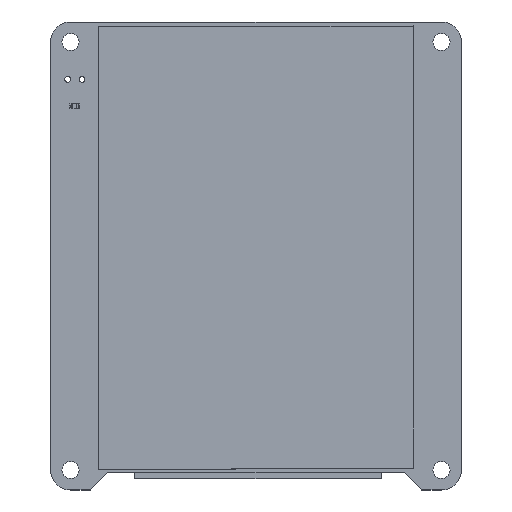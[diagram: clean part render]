
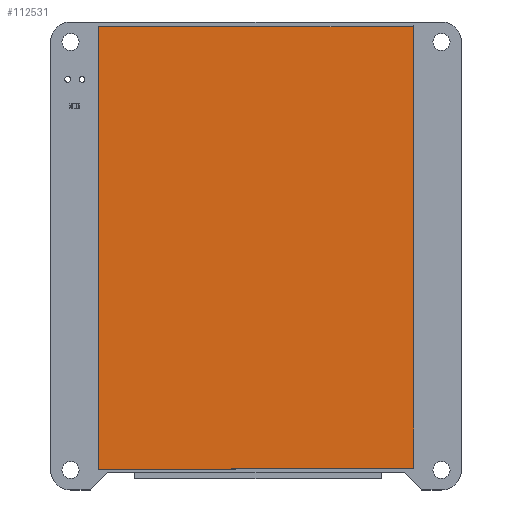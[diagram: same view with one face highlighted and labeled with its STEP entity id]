
A CAD part, top view. The second image highlights one B-rep face of the part: STEP entity #112531.
In plain terms, the highlighted planar face has unit normal (0, 0, 1).
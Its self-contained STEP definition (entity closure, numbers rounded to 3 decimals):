
#112370 = VERTEX_POINT('',#112371);
#112371 = CARTESIAN_POINT('',(27.625,-38.667,2.5));
#112377 = EDGE_CURVE('',#112370,#112378,#112380,.T.);
#112378 = VERTEX_POINT('',#112379);
#112379 = CARTESIAN_POINT('',(27.625,38.945,2.5));
#112380 = LINE('',#112381,#112382);
#112381 = CARTESIAN_POINT('',(27.625,-38.667,2.5));
#112382 = VECTOR('',#112383,1.);
#112383 = DIRECTION('',(0.,1.,0.));
#112408 = EDGE_CURVE('',#112378,#112409,#112411,.T.);
#112409 = VERTEX_POINT('',#112410);
#112410 = CARTESIAN_POINT('',(27.375,38.695,2.5));
#112411 = LINE('',#112412,#112413);
#112412 = CARTESIAN_POINT('',(27.625,38.945,2.5));
#112413 = VECTOR('',#112414,1.);
#112414 = DIRECTION('',(-0.707,-0.707,0.));
#112439 = EDGE_CURVE('',#112409,#112440,#112442,.T.);
#112440 = VERTEX_POINT('',#112441);
#112441 = CARTESIAN_POINT('',(-27.625,38.695,2.5));
#112442 = LINE('',#112443,#112444);
#112443 = CARTESIAN_POINT('',(27.375,38.695,2.5));
#112444 = VECTOR('',#112445,1.);
#112445 = DIRECTION('',(-1.,0.,0.));
#112470 = EDGE_CURVE('',#112440,#112471,#112473,.T.);
#112471 = VERTEX_POINT('',#112472);
#112472 = CARTESIAN_POINT('',(-27.625,-38.945,2.5));
#112473 = LINE('',#112474,#112475);
#112474 = CARTESIAN_POINT('',(-27.625,38.695,2.5));
#112475 = VECTOR('',#112476,1.);
#112476 = DIRECTION('',(0.,-1.,0.));
#112501 = EDGE_CURVE('',#112471,#112370,#112502,.T.);
#112502 = LINE('',#112503,#112504);
#112503 = CARTESIAN_POINT('',(-27.625,-38.945,2.5));
#112504 = VECTOR('',#112505,1.);
#112505 = DIRECTION('',(1.,0.005,0.));
#112531 = ADVANCED_FACE('',(#112532),#112539,.T.);
#112532 = FACE_BOUND('',#112533,.T.);
#112533 = EDGE_LOOP('',(#112534,#112535,#112536,#112537,#112538));
#112534 = ORIENTED_EDGE('',*,*,#112377,.T.);
#112535 = ORIENTED_EDGE('',*,*,#112408,.T.);
#112536 = ORIENTED_EDGE('',*,*,#112439,.T.);
#112537 = ORIENTED_EDGE('',*,*,#112470,.T.);
#112538 = ORIENTED_EDGE('',*,*,#112501,.T.);
#112539 = PLANE('',#112540);
#112540 = AXIS2_PLACEMENT_3D('',#112541,#112542,#112543);
#112541 = CARTESIAN_POINT('',(0.008,-0.004,
    2.5));
#112542 = DIRECTION('',(0.,0.,1.));
#112543 = DIRECTION('',(1.,0.,-0.));
